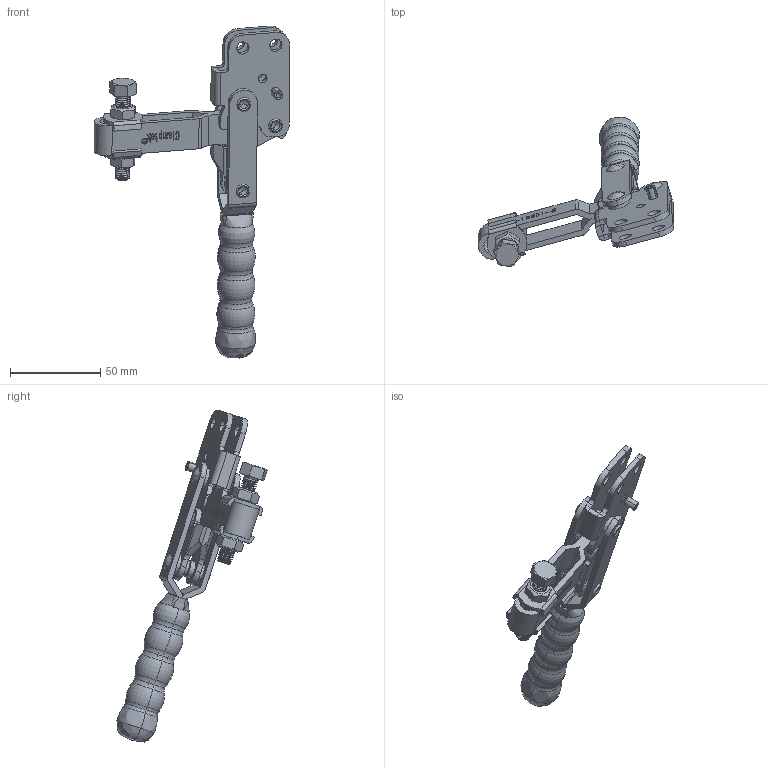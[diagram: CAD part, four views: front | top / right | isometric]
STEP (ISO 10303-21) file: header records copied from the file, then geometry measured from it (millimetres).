
FILE_DESCRIPTION (( 'STEP AP203' ), '1' );
FILE_NAME ('CH-12501-B.STEP', '2017-11-09T09:06:56', ( 'Windows' ), ( 'Microsoft' ), 'SwSTEP 2.0', 'SolidWorks 2015', '' );
FILE_SCHEMA (( 'CONFIG_CONTROL_DESIGN' ));
Length unit declared in the file: millimetre
Products named in the file (14): CH-FW-516; CH-12502-B-03 HANDLE; M8 Nut; CH-12502-B-04 CONNECTING-PLATE; CH-SA-085012 SPINDLE SUPPLIED; CH-12502-B-05; CH-12502-B-10; CH-12502-B-07; 眻菁釱; CH-12502-B-06; CH-12501-B揤參; CH-12502-B-08; CH-12501-B; CH-12502-B-09
Assembly tree (21 placements, depth 2):
  CH-12501-B
    CH-12502-B-03 HANDLE
    CH-12502-B-04 CONNECTING-PLATE
    CH-12502-B-05  x4
    CH-12502-B-07
    CH-12502-B-06  x2
    CH-12502-B-08  x2
    CH-12502-B-09  x2
    CH-FW-516  x2
    M8 Nut  x2
    CH-SA-085012 SPINDLE SUPPLIED
    CH-12502-B-10
    眻菁釱
    CH-12501-B揤參
Bounding box: 108.21 x 83.12 x 183.74 mm (x, y, z)
Volume: 70101.9 mm3; surface area: 54544.4 mm2
Topology: 23 solids, 23 shells, 1992 faces, 4949 edges, 3023 vertices
Faces by surface type: plane 1079, cylinder 618, bspline 191, cone 62, torus 42
Entity records: 54813 total; most frequent: CARTESIAN_POINT 21613, ORIENTED_EDGE 6886, DIRECTION 6125, EDGE_CURVE 3443, VERTEX_POINT 2157, AXIS2_PLACEMENT_3D 2080, LINE 1965, VECTOR 1965
